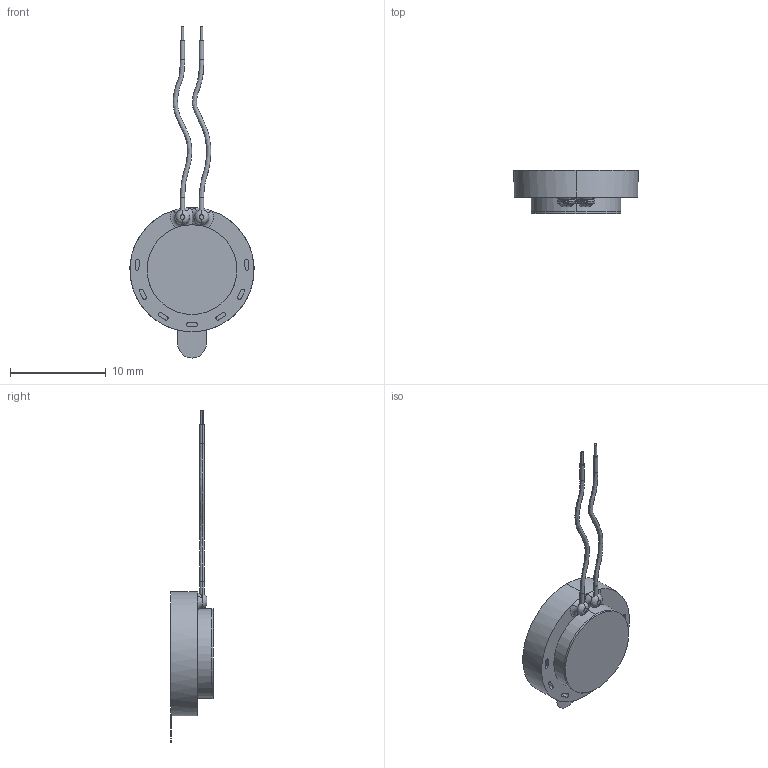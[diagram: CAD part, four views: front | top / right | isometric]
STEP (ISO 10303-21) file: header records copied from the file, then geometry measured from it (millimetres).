
FILE_DESCRIPTION (( 'STEP AP203' ), '1' );
FILE_NAME ('SP-1304-2.STEP', '2016-09-08T20:43:24', ( 'Gem' ), ( '' ), 'SwSTEP 2.0', 'SolidWorks 2013', '' );
FILE_SCHEMA (( 'CONFIG_CONTROL_DESIGN' ));
Length unit declared in the file: millimetre
Products named in the file (1): SP-1304-2
Bounding box: 12.99 x 4.5 x 34.75 mm (x, y, z)
Volume: 481.3 mm3; surface area: 723.3 mm2
Topology: 6 solids, 6 shells, 118 faces, 258 edges, 166 vertices
Faces by surface type: cylinder 58, plane 48, bspline 6, torus 6
Entity records: 4162 total; most frequent: CARTESIAN_POINT 1402, DIRECTION 615, ORIENTED_EDGE 516, EDGE_CURVE 258, AXIS2_PLACEMENT_3D 255, VERTEX_POINT 166, CIRCLE 142, EDGE_LOOP 132
